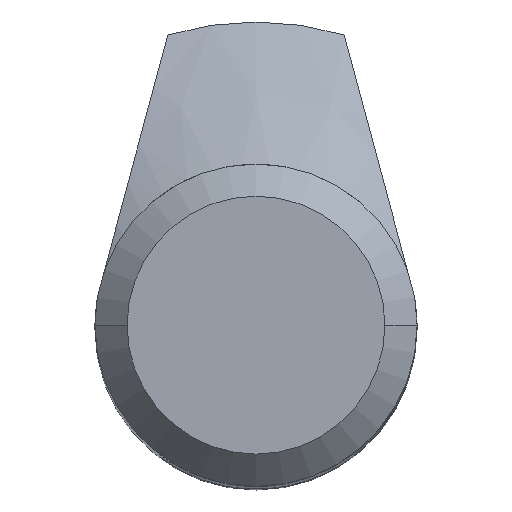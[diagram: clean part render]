
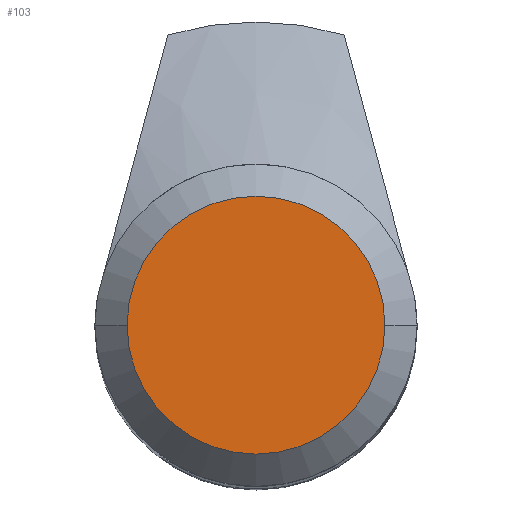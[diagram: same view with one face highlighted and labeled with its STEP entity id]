
A CAD part, top view. The second image highlights one B-rep face of the part: STEP entity #103.
In plain terms, the highlighted planar face has unit normal (0, 0, 1).
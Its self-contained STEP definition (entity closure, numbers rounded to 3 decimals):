
#103=ADVANCED_FACE('',(#132),#119,.F.);
#119=PLANE('',#385);
#132=FACE_OUTER_BOUND('',#150,.T.);
#150=EDGE_LOOP('',(#184,#185));
#184=ORIENTED_EDGE('',*,*,#297,.T.);
#185=ORIENTED_EDGE('',*,*,#284,.T.);
#254=VERTEX_POINT('',#510);
#255=VERTEX_POINT('',#511);
#284=EDGE_CURVE('',#254,#255,#326,.T.);
#297=EDGE_CURVE('',#255,#254,#333,.T.);
#326=CIRCLE('',#374,4.);
#333=CIRCLE('',#384,4.);
#374=AXIS2_PLACEMENT_3D('',#509,#417,#418);
#384=AXIS2_PLACEMENT_3D('',#548,#441,#442);
#385=AXIS2_PLACEMENT_3D('',#549,#443,#444);
#417=DIRECTION('',(0.,0.,1.));
#418=DIRECTION('',(-1.,0.,0.));
#441=DIRECTION('',(0.,0.,1.));
#442=DIRECTION('',(-1.,0.,0.));
#443=DIRECTION('',(0.,0.,-1.));
#444=DIRECTION('',(1.,0.,0.));
#509=CARTESIAN_POINT('',(0.,0.,0.));
#510=CARTESIAN_POINT('',(4.,0.,0.));
#511=CARTESIAN_POINT('',(-4.,0.,0.));
#548=CARTESIAN_POINT('',(0.,0.,0.));
#549=CARTESIAN_POINT('',(0.,0.,0.));
